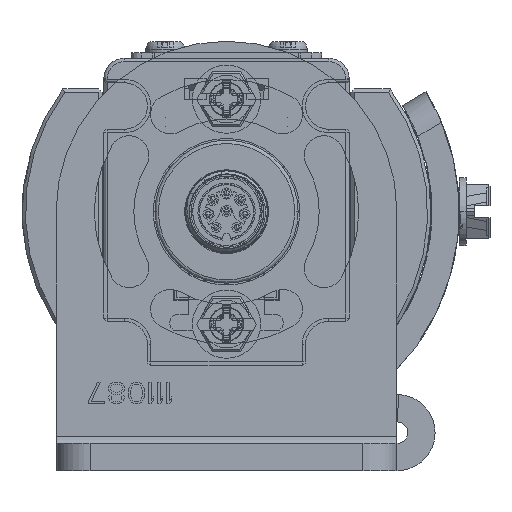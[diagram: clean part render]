
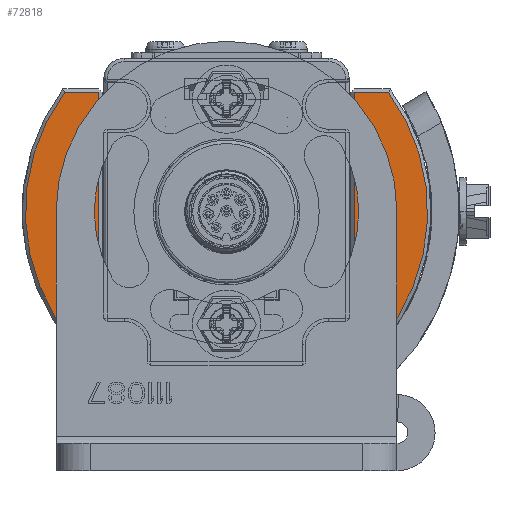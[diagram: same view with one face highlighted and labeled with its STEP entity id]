
A CAD part, front view. The second image highlights one B-rep face of the part: STEP entity #72818.
In plain terms, the highlighted face is planar.
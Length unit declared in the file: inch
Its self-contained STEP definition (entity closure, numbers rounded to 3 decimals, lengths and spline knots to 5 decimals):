
#71803=DIRECTION('',(1.,0.,0.));
#71804=VECTOR('',#71803,37.);
#71805=CARTESIAN_POINT('',(-19.5,-18.75,-10.));
#71806=LINE('',#71805,#71804);
#71823=DIRECTION('',(0.,-1.,0.));
#71824=VECTOR('',#71823,4.99868);
#71825=CARTESIAN_POINT('',(17.5,-18.75,-10.));
#71826=LINE('',#71825,#71824);
#71841=CARTESIAN_POINT('',(0.,0.,-10.));
#71842=DIRECTION('',(0.,0.,-1.));
#71843=DIRECTION('',(0.593,-0.805,0.));
#71844=AXIS2_PLACEMENT_3D('',#71841,#71842,#71843);
#72464=CARTESIAN_POINT('',(-19.5,15.25,-10.));
#72465=DIRECTION('',(0.,0.,1.));
#72466=DIRECTION('',(0.,1.,0.));
#72467=AXIS2_PLACEMENT_3D('',#72464,#72465,#72466);
#72469=DIRECTION('',(-1.,0.,0.));
#72470=VECTOR('',#72469,37.);
#72471=CARTESIAN_POINT('',(17.5,18.75,-10.));
#72472=LINE('',#72471,#72470);
#72485=DIRECTION('',(0.,-1.,0.));
#72486=VECTOR('',#72485,4.99868);
#72487=CARTESIAN_POINT('',(17.5,23.74868,-10.));
#72488=LINE('',#72487,#72486);
#72502=DIRECTION('',(0.,-1.,0.));
#72503=VECTOR('',#72502,30.5);
#72504=CARTESIAN_POINT('',(-23.,15.25,-10.));
#72505=LINE('',#72504,#72503);
#72523=CARTESIAN_POINT('',(-19.5,-15.25,-10.));
#72524=DIRECTION('',(0.,0.,1.));
#72525=DIRECTION('',(-1.,0.,0.));
#72526=AXIS2_PLACEMENT_3D('',#72523,#72524,#72525);
#72623=CARTESIAN_POINT('',(17.5,-23.74868,-10.));
#72624=CARTESIAN_POINT('',(17.5,23.74868,-10.));
#72625=VERTEX_POINT('',#72623);
#72626=VERTEX_POINT('',#72624);
#72627=CARTESIAN_POINT('',(17.5,18.75,-10.));
#72628=VERTEX_POINT('',#72627);
#72631=CARTESIAN_POINT('',(17.5,-18.75,-10.));
#72632=VERTEX_POINT('',#72631);
#72779=CARTESIAN_POINT('',(-19.5,18.75,-10.));
#72780=VERTEX_POINT('',#72779);
#72785=CARTESIAN_POINT('',(-23.,15.25,-10.));
#72786=VERTEX_POINT('',#72785);
#72787=CARTESIAN_POINT('',(-23.,-15.25,-10.));
#72788=VERTEX_POINT('',#72787);
#72793=CARTESIAN_POINT('',(-19.5,-18.75,-10.));
#72794=VERTEX_POINT('',#72793);
#72795=CARTESIAN_POINT('',(0.,0.,-10.));
#72796=DIRECTION('',(0.,0.,1.));
#72797=DIRECTION('',(1.,0.,0.));
#72798=AXIS2_PLACEMENT_3D('',#72795,#72796,#72797);
#72799=PLANE('',#72798);
#72801=ORIENTED_EDGE('',*,*,#72800,.F.);
#72803=ORIENTED_EDGE('',*,*,#72802,.F.);
#72805=ORIENTED_EDGE('',*,*,#72804,.F.);
#72807=ORIENTED_EDGE('',*,*,#72806,.F.);
#72809=ORIENTED_EDGE('',*,*,#72808,.F.);
#72811=ORIENTED_EDGE('',*,*,#72810,.F.);
#72813=ORIENTED_EDGE('',*,*,#72812,.F.);
#72815=ORIENTED_EDGE('',*,*,#72814,.F.);
#72816=EDGE_LOOP('',(#72801,#72803,#72805,#72807,#72809,#72811,#72813,#72815));
#72817=FACE_OUTER_BOUND('',#72816,.F.);
#72818=ADVANCED_FACE('',(#72817),#72799,.F.);
#71845=CIRCLE('',#71844,29.5);
#72468=CIRCLE('',#72467,3.5);
#72527=CIRCLE('',#72526,3.5);
#72800=EDGE_CURVE('',#72794,#72632,#71806,.T.);
#72802=EDGE_CURVE('',#72788,#72794,#72527,.T.);
#72804=EDGE_CURVE('',#72786,#72788,#72505,.T.);
#72806=EDGE_CURVE('',#72780,#72786,#72468,.T.);
#72808=EDGE_CURVE('',#72628,#72780,#72472,.T.);
#72810=EDGE_CURVE('',#72626,#72628,#72488,.T.);
#72812=EDGE_CURVE('',#72625,#72626,#71845,.T.);
#72814=EDGE_CURVE('',#72632,#72625,#71826,.T.);
